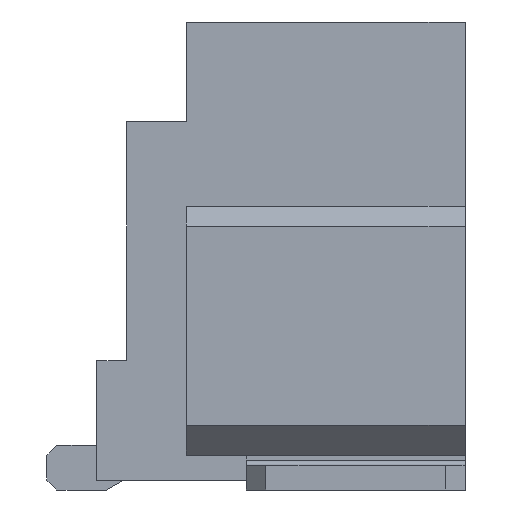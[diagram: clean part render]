
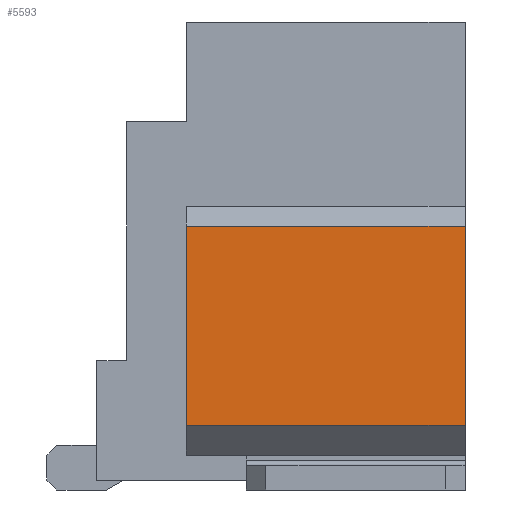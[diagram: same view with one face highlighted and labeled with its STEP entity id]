
A CAD part, left-side view. The second image highlights one B-rep face of the part: STEP entity #5593.
In plain terms, the highlighted face is planar.
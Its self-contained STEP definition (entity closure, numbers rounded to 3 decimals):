
#764 = PLANE('',#765);
#765 = AXIS2_PLACEMENT_3D('',#766,#767,#768);
#766 = CARTESIAN_POINT('',(3.375,1.85,-2.3));
#767 = DIRECTION('',(0.,1.,0.));
#768 = DIRECTION('',(-1.,0.,0.));
#1835 = VERTEX_POINT('',#1836);
#1836 = CARTESIAN_POINT('',(4.875,1.85,-1.75));
#1850 = PLANE('',#1851);
#1851 = AXIS2_PLACEMENT_3D('',#1852,#1853,#1854);
#1852 = CARTESIAN_POINT('',(4.875,1.85,-1.75));
#1853 = DIRECTION('',(0.707,0.,-0.707));
#1854 = DIRECTION('',(-0.707,0.,-0.707));
#1862 = EDGE_CURVE('',#1863,#1835,#1865,.T.);
#1863 = VERTEX_POINT('',#1864);
#1864 = CARTESIAN_POINT('',(4.875,1.85,0.25));
#1865 = SURFACE_CURVE('',#1866,(#1870,#1877),.PCURVE_S1.);
#1866 = LINE('',#1867,#1868);
#1867 = CARTESIAN_POINT('',(4.875,1.85,0.25));
#1868 = VECTOR('',#1869,1.);
#1869 = DIRECTION('',(0.,0.,-1.));
#1870 = PCURVE('',#764,#1871);
#1871 = DEFINITIONAL_REPRESENTATION('',(#1872),#1876);
#1872 = LINE('',#1873,#1874);
#1873 = CARTESIAN_POINT('',(-1.5,2.55));
#1874 = VECTOR('',#1875,1.);
#1875 = DIRECTION('',(0.,-1.));
#1876 = ( GEOMETRIC_REPRESENTATION_CONTEXT(2) 
PARAMETRIC_REPRESENTATION_CONTEXT() REPRESENTATION_CONTEXT('2D SPACE',''
  ) );
#1877 = PCURVE('',#1878,#1883);
#1878 = PLANE('',#1879);
#1879 = AXIS2_PLACEMENT_3D('',#1880,#1881,#1882);
#1880 = CARTESIAN_POINT('',(4.875,1.85,0.25));
#1881 = DIRECTION('',(1.,0.,0.));
#1882 = DIRECTION('',(0.,0.,-1.));
#1883 = DEFINITIONAL_REPRESENTATION('',(#1884),#1888);
#1884 = LINE('',#1885,#1886);
#1885 = CARTESIAN_POINT('',(0.,0.));
#1886 = VECTOR('',#1887,1.);
#1887 = DIRECTION('',(1.,0.));
#1888 = ( GEOMETRIC_REPRESENTATION_CONTEXT(2) 
PARAMETRIC_REPRESENTATION_CONTEXT() REPRESENTATION_CONTEXT('2D SPACE',''
  ) );
#1906 = PLANE('',#1907);
#1907 = AXIS2_PLACEMENT_3D('',#1908,#1909,#1910);
#1908 = CARTESIAN_POINT('',(3.575,1.85,0.25));
#1909 = DIRECTION('',(0.,0.,1.));
#1910 = DIRECTION('',(1.,0.,0.));
#3507 = PLANE('',#3508);
#3508 = AXIS2_PLACEMENT_3D('',#3509,#3510,#3511);
#3509 = CARTESIAN_POINT('',(3.375,-0.95,-2.3));
#3510 = DIRECTION('',(0.,1.,0.));
#3511 = DIRECTION('',(1.,0.,0.));
#5551 = VERTEX_POINT('',#5552);
#5552 = CARTESIAN_POINT('',(4.875,-0.95,-1.75));
#5573 = EDGE_CURVE('',#1835,#5551,#5574,.T.);
#5574 = SURFACE_CURVE('',#5575,(#5579,#5586),.PCURVE_S1.);
#5575 = LINE('',#5576,#5577);
#5576 = CARTESIAN_POINT('',(4.875,1.85,-1.75));
#5577 = VECTOR('',#5578,1.);
#5578 = DIRECTION('',(0.,-1.,0.));
#5579 = PCURVE('',#1850,#5580);
#5580 = DEFINITIONAL_REPRESENTATION('',(#5581),#5585);
#5581 = LINE('',#5582,#5583);
#5582 = CARTESIAN_POINT('',(0.,0.));
#5583 = VECTOR('',#5584,1.);
#5584 = DIRECTION('',(0.,-1.));
#5585 = ( GEOMETRIC_REPRESENTATION_CONTEXT(2) 
PARAMETRIC_REPRESENTATION_CONTEXT() REPRESENTATION_CONTEXT('2D SPACE',''
  ) );
#5586 = PCURVE('',#1878,#5587);
#5587 = DEFINITIONAL_REPRESENTATION('',(#5588),#5592);
#5588 = LINE('',#5589,#5590);
#5589 = CARTESIAN_POINT('',(2.,0.));
#5590 = VECTOR('',#5591,1.);
#5591 = DIRECTION('',(0.,-1.));
#5592 = ( GEOMETRIC_REPRESENTATION_CONTEXT(2) 
PARAMETRIC_REPRESENTATION_CONTEXT() REPRESENTATION_CONTEXT('2D SPACE',''
  ) );
#5593 = ADVANCED_FACE('',(#5594),#1878,.T.);
#5594 = FACE_BOUND('',#5595,.F.);
#5595 = EDGE_LOOP('',(#5596,#5597,#5598,#5621));
#5596 = ORIENTED_EDGE('',*,*,#1862,.T.);
#5597 = ORIENTED_EDGE('',*,*,#5573,.T.);
#5598 = ORIENTED_EDGE('',*,*,#5599,.F.);
#5599 = EDGE_CURVE('',#5600,#5551,#5602,.T.);
#5600 = VERTEX_POINT('',#5601);
#5601 = CARTESIAN_POINT('',(4.875,-0.95,0.25));
#5602 = SURFACE_CURVE('',#5603,(#5607,#5614),.PCURVE_S1.);
#5603 = LINE('',#5604,#5605);
#5604 = CARTESIAN_POINT('',(4.875,-0.95,0.25));
#5605 = VECTOR('',#5606,1.);
#5606 = DIRECTION('',(0.,0.,-1.));
#5607 = PCURVE('',#1878,#5608);
#5608 = DEFINITIONAL_REPRESENTATION('',(#5609),#5613);
#5609 = LINE('',#5610,#5611);
#5610 = CARTESIAN_POINT('',(0.,-2.8));
#5611 = VECTOR('',#5612,1.);
#5612 = DIRECTION('',(1.,0.));
#5613 = ( GEOMETRIC_REPRESENTATION_CONTEXT(2) 
PARAMETRIC_REPRESENTATION_CONTEXT() REPRESENTATION_CONTEXT('2D SPACE',''
  ) );
#5614 = PCURVE('',#3507,#5615);
#5615 = DEFINITIONAL_REPRESENTATION('',(#5616),#5620);
#5616 = LINE('',#5617,#5618);
#5617 = CARTESIAN_POINT('',(1.5,-2.55));
#5618 = VECTOR('',#5619,1.);
#5619 = DIRECTION('',(0.,1.));
#5620 = ( GEOMETRIC_REPRESENTATION_CONTEXT(2) 
PARAMETRIC_REPRESENTATION_CONTEXT() REPRESENTATION_CONTEXT('2D SPACE',''
  ) );
#5621 = ORIENTED_EDGE('',*,*,#5622,.F.);
#5622 = EDGE_CURVE('',#1863,#5600,#5623,.T.);
#5623 = SURFACE_CURVE('',#5624,(#5628,#5635),.PCURVE_S1.);
#5624 = LINE('',#5625,#5626);
#5625 = CARTESIAN_POINT('',(4.875,1.85,0.25));
#5626 = VECTOR('',#5627,1.);
#5627 = DIRECTION('',(0.,-1.,0.));
#5628 = PCURVE('',#1878,#5629);
#5629 = DEFINITIONAL_REPRESENTATION('',(#5630),#5634);
#5630 = LINE('',#5631,#5632);
#5631 = CARTESIAN_POINT('',(0.,0.));
#5632 = VECTOR('',#5633,1.);
#5633 = DIRECTION('',(0.,-1.));
#5634 = ( GEOMETRIC_REPRESENTATION_CONTEXT(2) 
PARAMETRIC_REPRESENTATION_CONTEXT() REPRESENTATION_CONTEXT('2D SPACE',''
  ) );
#5635 = PCURVE('',#1906,#5636);
#5636 = DEFINITIONAL_REPRESENTATION('',(#5637),#5641);
#5637 = LINE('',#5638,#5639);
#5638 = CARTESIAN_POINT('',(1.3,0.));
#5639 = VECTOR('',#5640,1.);
#5640 = DIRECTION('',(0.,-1.));
#5641 = ( GEOMETRIC_REPRESENTATION_CONTEXT(2) 
PARAMETRIC_REPRESENTATION_CONTEXT() REPRESENTATION_CONTEXT('2D SPACE',''
  ) );
